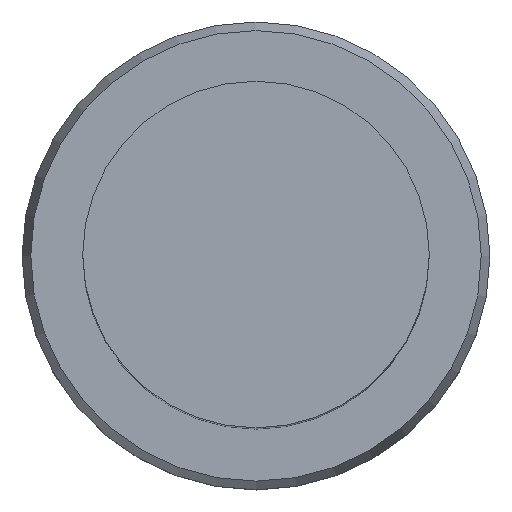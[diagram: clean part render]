
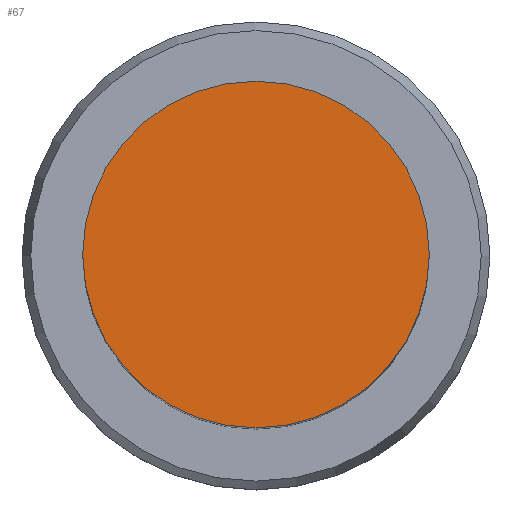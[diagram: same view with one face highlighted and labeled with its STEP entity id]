
A CAD part, top view. The second image highlights one B-rep face of the part: STEP entity #67.
In plain terms, the highlighted planar face has unit normal (0, 0, 1).
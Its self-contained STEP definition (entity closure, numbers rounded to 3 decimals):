
#67=ADVANCED_FACE('Unnamed[1]',(#163),#164,.T.);
#102=EDGE_CURVE('Unnamed[1]',#216,#216,#217,.T.);
#163=FACE_OUTER_BOUND('',#285,.T.);
#164=PLANE('',#286);
#216=VERTEX_POINT('',#351);
#217=CIRCLE('',#352,10.0);
#285=EDGE_LOOP('',(#420));
#286=AXIS2_PLACEMENT_3D('',#421,#422,#423);
#351=CARTESIAN_POINT('',(0.,10.,254.2));
#352=AXIS2_PLACEMENT_3D('',#478,#479,#480);
#420=ORIENTED_EDGE('',*,*,#102,.F.);
#421=CARTESIAN_POINT('',(0.,5.,254.2));
#422=DIRECTION('',(0.,0.,1.0));
#423=DIRECTION('',(0.,-1.0,0.));
#478=CARTESIAN_POINT('',(0.,0.,254.2));
#479=DIRECTION('',(0.,0.,-1.0));
#480=DIRECTION('',(0.,1.0,0.));
